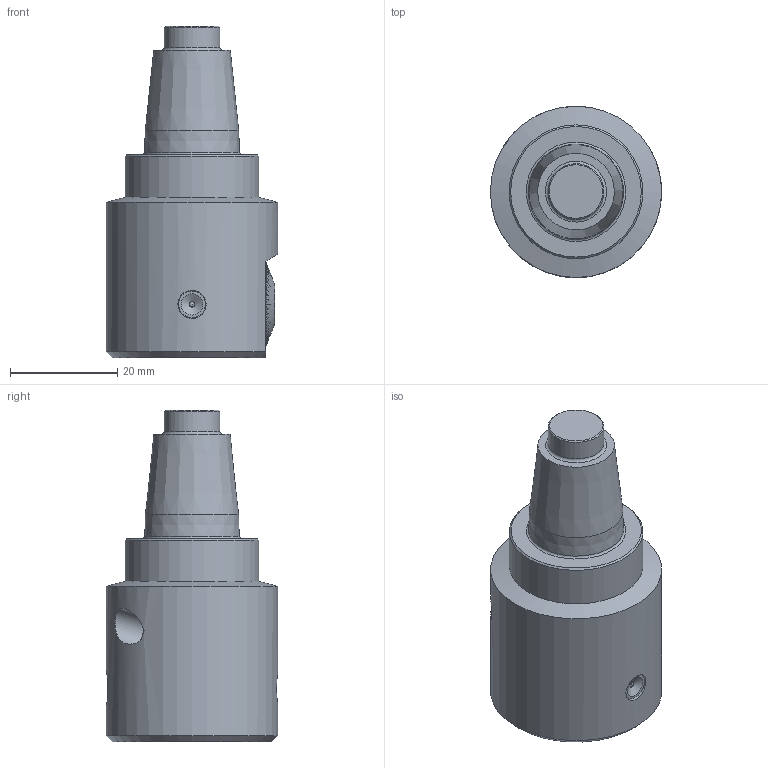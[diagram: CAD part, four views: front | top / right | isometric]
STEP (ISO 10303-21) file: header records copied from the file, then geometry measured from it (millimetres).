
FILE_DESCRIPTION(/* description */ (''),/* implementation_level */ '2;1');
FILE_NAME(/* name */ '1553780649083.stp',/* time_stamp */ '2019-03-28T14:44:22+01:00',/* author */ (''),/* organization */ ('SMS'),/* preprocessor_version */ 'ST-DEVELOPER v15',/* originating_system */ 'SIEMENS PLM Software NX 8.5',/* authorisation */ '');
FILE_SCHEMA (('AUTOMOTIVE_DESIGN { 1 0 10303 214 3 1 1 1 }'));
Length unit declared in the file: millimetre
Products named in the file (1): 111167104mod000_01
Bounding box: 32 x 32 x 62 mm (x, y, z)
Volume: 31860.2 mm3; surface area: 6302.6 mm2
Topology: 1 solids, 1 shells, 313 faces, 895 edges, 599 vertices
Faces by surface type: plane 234, cone 60, cylinder 16, torus 2, sphere 1
Full cylindrical faces by diameter (mm): 1 x1, 5 x1, 5.25 x1, 6 x1, 6.5 x1, 7.5 x1, 10.4 x1, 25 x1, 32 x1
Entity records: 10397 total; most frequent: CARTESIAN_POINT 2673, ORIENTED_EDGE 1726, DIRECTION 1386, EDGE_CURVE 863, VERTEX_POINT 585, LINE 464, VECTOR 464, AXIS2_PLACEMENT_3D 461
